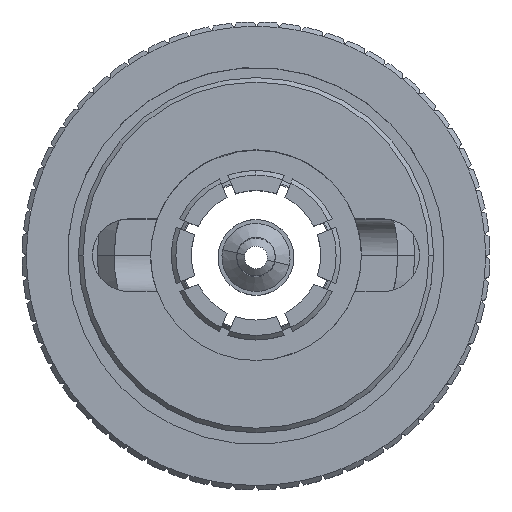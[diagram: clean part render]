
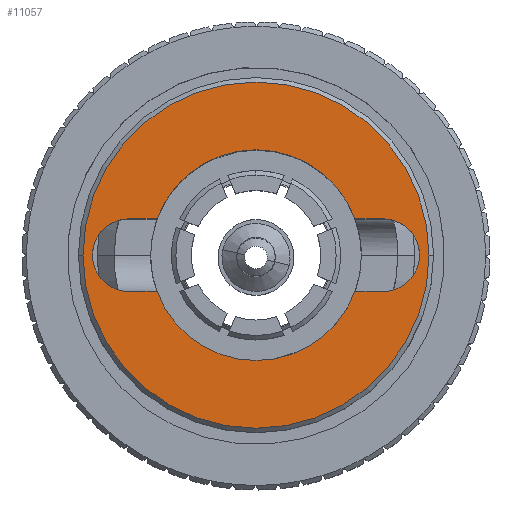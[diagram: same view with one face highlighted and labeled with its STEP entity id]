
A CAD part, top view. The second image highlights one B-rep face of the part: STEP entity #11057.
In plain terms, the highlighted planar face has unit normal (0, 0, 1).
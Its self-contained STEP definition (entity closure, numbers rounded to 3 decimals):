
#102 = DIRECTION ( 'NONE',  ( 0., 0., 1. ) ) ;
#877 = LINE ( 'NONE', #13239, #9820 ) ;
#1091 = DIRECTION ( 'NONE',  ( 1., 0., 0. ) ) ;
#1161 = DIRECTION ( 'NONE',  ( -1., 0., 0. ) ) ;
#1207 = VERTEX_POINT ( 'NONE', #1549 ) ;
#1229 = EDGE_CURVE ( 'NONE', #18228, #12397, #17547, .T. ) ;
#1549 = CARTESIAN_POINT ( 'NONE',  ( 3.81, 0., 30.19 ) ) ;
#1625 = DIRECTION ( 'NONE',  ( 0., 0., 1. ) ) ;
#1884 = VECTOR ( 'NONE', #2484, 1000. ) ;
#2174 = LINE ( 'NONE', #8435, #1884 ) ;
#2245 = CIRCLE ( 'NONE', #6500, 0.8 ) ;
#2484 = DIRECTION ( 'NONE',  ( 1., 0., 0. ) ) ;
#2745 = EDGE_CURVE ( 'NONE', #10045, #17263, #18130, .T. ) ;
#2882 = CIRCLE ( 'NONE', #15013, 2.32 ) ;
#3280 = DIRECTION ( 'NONE',  ( 0., 0., 1. ) ) ;
#3941 = CIRCLE ( 'NONE', #10180, 3.81 ) ;
#4115 = CARTESIAN_POINT ( 'NONE',  ( 2.8, 0.8, 30.19 ) ) ;
#4636 = DIRECTION ( 'NONE',  ( 0., 0., -1. ) ) ;
#4994 = CARTESIAN_POINT ( 'NONE',  ( 0., 0., 30.19 ) ) ;
#5620 = EDGE_CURVE ( 'NONE', #1207, #18438, #20366, .T. ) ;
#5645 = CARTESIAN_POINT ( 'NONE',  ( -2.32, 0.8, 30.19 ) ) ;
#6227 = EDGE_CURVE ( 'NONE', #18438, #1207, #3941, .T. ) ;
#6500 = AXIS2_PLACEMENT_3D ( 'NONE', #14990, #16105, #16414 ) ;
#6781 = ORIENTED_EDGE ( 'NONE', *, *, #15822, .T. ) ;
#8431 = PLANE ( 'NONE',  #13050 ) ;
#8435 = CARTESIAN_POINT ( 'NONE',  ( -2.32, -0.8, 30.19 ) ) ;
#8761 = EDGE_CURVE ( 'NONE', #19652, #18306, #2174, .T. ) ;
#9020 = AXIS2_PLACEMENT_3D ( 'NONE', #9467, #3280, #15718 ) ;
#9149 = ORIENTED_EDGE ( 'NONE', *, *, #5620, .T. ) ;
#9294 = CARTESIAN_POINT ( 'NONE',  ( 0., 0., 30.19 ) ) ;
#9467 = CARTESIAN_POINT ( 'NONE',  ( -2.8, 0., 30.19 ) ) ;
#9771 = EDGE_CURVE ( 'NONE', #18306, #10045, #2245, .T. ) ;
#9820 = VECTOR ( 'NONE', #1091, 1000. ) ;
#9829 = AXIS2_PLACEMENT_3D ( 'NONE', #14282, #1625, #12727 ) ;
#9997 = DIRECTION ( 'NONE',  ( 0., 0., 1. ) ) ;
#10045 = VERTEX_POINT ( 'NONE', #4115 ) ;
#10054 = EDGE_LOOP ( 'NONE', ( #16647, #9149 ) ) ;
#10096 = FACE_OUTER_BOUND ( 'NONE', #10054, .T. ) ;
#10112 = EDGE_CURVE ( 'NONE', #11031, #18228, #15009, .T. ) ;
#10180 = AXIS2_PLACEMENT_3D ( 'NONE', #18829, #102, #14119 ) ;
#10319 = CARTESIAN_POINT ( 'NONE',  ( 2.8, 0.8, 30.19 ) ) ;
#10362 = CARTESIAN_POINT ( 'NONE',  ( -2.8, -0.8, 30.19 ) ) ;
#10535 = EDGE_CURVE ( 'NONE', #12397, #14396, #877, .T. ) ;
#11031 = VERTEX_POINT ( 'NONE', #18956 ) ;
#11057 = ADVANCED_FACE ( 'NONE', ( #10096, #17902 ), #8431, .T. ) ;
#11928 = DIRECTION ( 'NONE',  ( -1., 0., 0. ) ) ;
#12002 = CARTESIAN_POINT ( 'NONE',  ( 2.178, 0.8, 30.19 ) ) ;
#12397 = VERTEX_POINT ( 'NONE', #10362 ) ;
#12714 = ORIENTED_EDGE ( 'NONE', *, *, #9771, .F. ) ;
#12727 = DIRECTION ( 'NONE',  ( 1., 0., 0. ) ) ;
#12905 = ORIENTED_EDGE ( 'NONE', *, *, #2745, .F. ) ;
#13050 = AXIS2_PLACEMENT_3D ( 'NONE', #13290, #9997, #14826 ) ;
#13239 = CARTESIAN_POINT ( 'NONE',  ( 2.8, -0.8, 30.19 ) ) ;
#13290 = CARTESIAN_POINT ( 'NONE',  ( -2.32, 0., 30.19 ) ) ;
#13442 = CIRCLE ( 'NONE', #15412, 2.32 ) ;
#13507 = CARTESIAN_POINT ( 'NONE',  ( 2.8, -0.8, 30.19 ) ) ;
#13562 = EDGE_CURVE ( 'NONE', #19652, #14396, #2882, .T. ) ;
#13723 = CARTESIAN_POINT ( 'NONE',  ( -2.8, 0.8, 30.19 ) ) ;
#14119 = DIRECTION ( 'NONE',  ( 1., 0., 0. ) ) ;
#14282 = CARTESIAN_POINT ( 'NONE',  ( 0., 0., 30.19 ) ) ;
#14396 = VERTEX_POINT ( 'NONE', #18112 ) ;
#14659 = DIRECTION ( 'NONE',  ( -1., 0., 0. ) ) ;
#14826 = DIRECTION ( 'NONE',  ( 1., 0., 0. ) ) ;
#14990 = CARTESIAN_POINT ( 'NONE',  ( 2.8, 0., 30.19 ) ) ;
#15009 = LINE ( 'NONE', #5645, #19349 ) ;
#15013 = AXIS2_PLACEMENT_3D ( 'NONE', #9294, #15455, #17100 ) ;
#15412 = AXIS2_PLACEMENT_3D ( 'NONE', #4994, #4636, #14659 ) ;
#15455 = DIRECTION ( 'NONE',  ( 0., 0., -1. ) ) ;
#15552 = CARTESIAN_POINT ( 'NONE',  ( -3.81, 0., 30.19 ) ) ;
#15718 = DIRECTION ( 'NONE',  ( 0., 1., 0. ) ) ;
#15822 = EDGE_CURVE ( 'NONE', #11031, #17263, #13442, .T. ) ;
#16105 = DIRECTION ( 'NONE',  ( 0., 0., 1. ) ) ;
#16414 = DIRECTION ( 'NONE',  ( 0., 1., 0. ) ) ;
#16637 = ORIENTED_EDGE ( 'NONE', *, *, #13562, .T. ) ;
#16647 = ORIENTED_EDGE ( 'NONE', *, *, #6227, .T. ) ;
#17100 = DIRECTION ( 'NONE',  ( -1., 0., 0. ) ) ;
#17263 = VERTEX_POINT ( 'NONE', #12002 ) ;
#17265 = VECTOR ( 'NONE', #1161, 1000. ) ;
#17547 = CIRCLE ( 'NONE', #9020, 0.8 ) ;
#17659 = ORIENTED_EDGE ( 'NONE', *, *, #10535, .F. ) ;
#17866 = ORIENTED_EDGE ( 'NONE', *, *, #8761, .F. ) ;
#17902 = FACE_BOUND ( 'NONE', #19118, .T. ) ;
#18112 = CARTESIAN_POINT ( 'NONE',  ( -2.178, -0.8, 30.19 ) ) ;
#18130 = LINE ( 'NONE', #10319, #17265 ) ;
#18171 = ORIENTED_EDGE ( 'NONE', *, *, #10112, .F. ) ;
#18228 = VERTEX_POINT ( 'NONE', #13723 ) ;
#18236 = CARTESIAN_POINT ( 'NONE',  ( 2.178, -0.8, 30.19 ) ) ;
#18306 = VERTEX_POINT ( 'NONE', #13507 ) ;
#18438 = VERTEX_POINT ( 'NONE', #15552 ) ;
#18829 = CARTESIAN_POINT ( 'NONE',  ( 0., 0., 30.19 ) ) ;
#18956 = CARTESIAN_POINT ( 'NONE',  ( -2.178, 0.8, 30.19 ) ) ;
#19118 = EDGE_LOOP ( 'NONE', ( #18171, #6781, #12905, #12714, #17866, #16637, #17659, #19744 ) ) ;
#19349 = VECTOR ( 'NONE', #11928, 1000. ) ;
#19652 = VERTEX_POINT ( 'NONE', #18236 ) ;
#19744 = ORIENTED_EDGE ( 'NONE', *, *, #1229, .F. ) ;
#20366 = CIRCLE ( 'NONE', #9829, 3.81 ) ;
